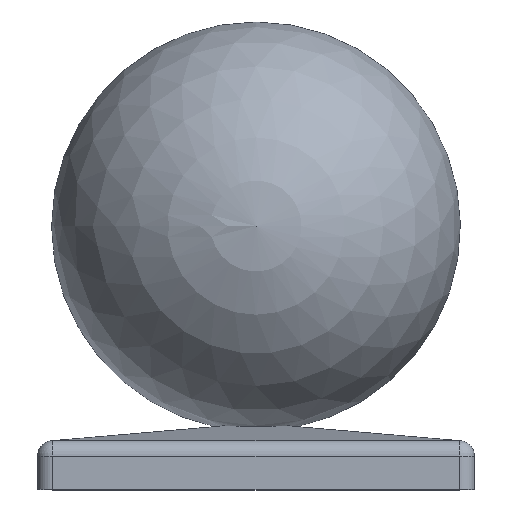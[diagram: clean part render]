
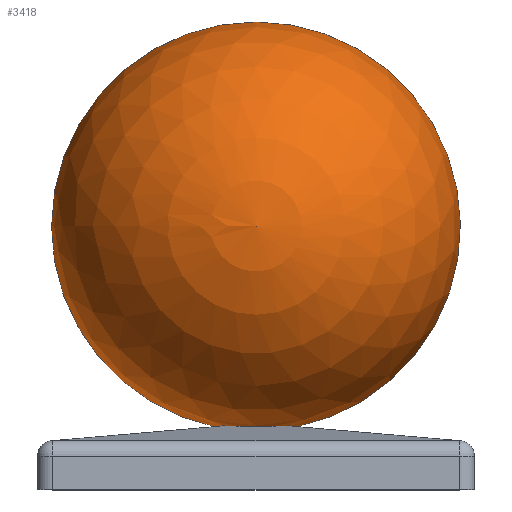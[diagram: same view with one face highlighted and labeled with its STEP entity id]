
A CAD part, top view. The second image highlights one B-rep face of the part: STEP entity #3418.
In plain terms, the highlighted spherical face has radius 40 mm.
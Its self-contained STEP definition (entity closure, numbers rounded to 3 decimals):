
#15 = CARTESIAN_POINT ( 'NONE',  ( -7.997, 12.307, 0. ) ) ;
#763 = DIRECTION ( 'NONE',  ( 0., 0., -1. ) ) ;
#768 = EDGE_LOOP ( 'NONE', ( #9386, #3380, #16005, #15275, #14872, #15378, #8679 ) ) ;
#822 = CARTESIAN_POINT ( 'NONE',  ( 0., 91.5, 0. ) ) ;
#894 = AXIS2_PLACEMENT_3D ( 'NONE', #13862, #6011, #15159 ) ;
#1141 = DIRECTION ( 'NONE',  ( -0.996, -0.088, 0. ) ) ;
#1302 = B_SPLINE_CURVE_WITH_KNOTS ( 'NONE', 3,
 ( #12085, #4203, #4310, #2827 ),
 .UNSPECIFIED., .F., .F.,
 ( 4, 4 ),
 ( 0.007, 0.007 ),
 .UNSPECIFIED. ) ;
#1571 = VERTEX_POINT ( 'NONE', #16162 ) ;
#1720 = VERTEX_POINT ( 'NONE', #13273 ) ;
#1836 = AXIS2_PLACEMENT_3D ( 'NONE', #15035, #763, #11359 ) ;
#2129 = SPHERICAL_SURFACE ( 'NONE', #10182, 40. ) ;
#2289 = CIRCLE ( 'NONE', #10551, 11.404 ) ;
#2426 = DIRECTION ( 'NONE',  ( 0., 0., 1. ) ) ;
#2454 = CARTESIAN_POINT ( 'NONE',  ( 3.363, 13.308, 0. ) ) ;
#2827 = CARTESIAN_POINT ( 'NONE',  ( -6.284, 12.458, 6.021 ) ) ;
#2917 = DIRECTION ( 'NONE',  ( 0.088, 0.996, 0. ) ) ;
#3042 = CARTESIAN_POINT ( 'NONE',  ( 0., 13.308, -3.363 ) ) ;
#3140 = FACE_OUTER_BOUND ( 'NONE', #768, .T. ) ;
#3380 = ORIENTED_EDGE ( 'NONE', *, *, #8576, .T. ) ;
#3383 = VERTEX_POINT ( 'NONE', #8928 ) ;
#3418 = ADVANCED_FACE ( 'NONE', ( #3140 ), #2129, .T. ) ;
#3827 = DIRECTION ( 'NONE',  ( 0.088, -0.996, 0. ) ) ;
#3838 = VERTEX_POINT ( 'NONE', #822 ) ;
#4203 = CARTESIAN_POINT ( 'NONE',  ( -6.127, 12.464, 6.218 ) ) ;
#4254 = DIRECTION ( 'NONE',  ( 0., 0.996, 0.088 ) ) ;
#4310 = CARTESIAN_POINT ( 'NONE',  ( -6.218, 12.464, 6.127 ) ) ;
#5629 = CARTESIAN_POINT ( 'NONE',  ( -3.363, 13.308, 0. ) ) ;
#6011 = DIRECTION ( 'NONE',  ( 0., 0., 1. ) ) ;
#6216 = CIRCLE ( 'NONE', #1836, 40. ) ;
#6818 = CARTESIAN_POINT ( 'NONE',  ( -6.284, 12.458, 6.021 ) ) ;
#7035 = EDGE_CURVE ( 'NONE', #1571, #8870, #1302, .T. ) ;
#7210 = CARTESIAN_POINT ( 'NONE',  ( 6.284, 12.458, 6.021 ) ) ;
#7362 = CARTESIAN_POINT ( 'NONE',  ( 6.021, 12.458, 6.284 ) ) ;
#8576 = EDGE_CURVE ( 'NONE', #3383, #3838, #15894, .T. ) ;
#8679 = ORIENTED_EDGE ( 'NONE', *, *, #13406, .F. ) ;
#8824 = DIRECTION ( 'NONE',  ( -1., 0., 0. ) ) ;
#8870 = VERTEX_POINT ( 'NONE', #6818 ) ;
#8928 = CARTESIAN_POINT ( 'NONE',  ( 7.997, 12.307, 0. ) ) ;
#9386 = ORIENTED_EDGE ( 'NONE', *, *, #9702, .T. ) ;
#9702 = EDGE_CURVE ( 'NONE', #13629, #3383, #13835, .T. ) ;
#9943 = CARTESIAN_POINT ( 'NONE',  ( 6.127, 12.464, 6.218 ) ) ;
#10182 = AXIS2_PLACEMENT_3D ( 'NONE', #16643, #2426, #8824 ) ;
#10551 = AXIS2_PLACEMENT_3D ( 'NONE', #2454, #3827, #1141 ) ;
#10881 = DIRECTION ( 'NONE',  ( 0., 0.088, -0.996 ) ) ;
#10988 = EDGE_CURVE ( 'NONE', #12164, #3838, #6216, .T. ) ;
#11262 = AXIS2_PLACEMENT_3D ( 'NONE', #5629, #2917, #13373 ) ;
#11359 = DIRECTION ( 'NONE',  ( -1., 0., 0. ) ) ;
#11840 = EDGE_CURVE ( 'NONE', #8870, #12164, #2289, .T. ) ;
#12085 = CARTESIAN_POINT ( 'NONE',  ( -6.021, 12.458, 6.284 ) ) ;
#12164 = VERTEX_POINT ( 'NONE', #15 ) ;
#12449 = B_SPLINE_CURVE_WITH_KNOTS ( 'NONE', 3,
 ( #12730, #15276, #9943, #7362 ),
 .UNSPECIFIED., .F., .F.,
 ( 4, 4 ),
 ( 0.007, 0.007 ),
 .UNSPECIFIED. ) ;
#12730 = CARTESIAN_POINT ( 'NONE',  ( 6.284, 12.458, 6.021 ) ) ;
#13273 = CARTESIAN_POINT ( 'NONE',  ( 6.021, 12.458, 6.284 ) ) ;
#13373 = DIRECTION ( 'NONE',  ( 0.996, -0.088, 0. ) ) ;
#13406 = EDGE_CURVE ( 'NONE', #13629, #1720, #12449, .T. ) ;
#13575 = EDGE_CURVE ( 'NONE', #1571, #1720, #13965, .T. ) ;
#13629 = VERTEX_POINT ( 'NONE', #7210 ) ;
#13835 = CIRCLE ( 'NONE', #11262, 11.404 ) ;
#13862 = CARTESIAN_POINT ( 'NONE',  ( 0., 51.5, 0. ) ) ;
#13965 = CIRCLE ( 'NONE', #14154, 11.404 ) ;
#14154 = AXIS2_PLACEMENT_3D ( 'NONE', #3042, #4254, #10881 ) ;
#14872 = ORIENTED_EDGE ( 'NONE', *, *, #7035, .F. ) ;
#15035 = CARTESIAN_POINT ( 'NONE',  ( 0., 51.5, 0. ) ) ;
#15159 = DIRECTION ( 'NONE',  ( 1., 0., 0. ) ) ;
#15275 = ORIENTED_EDGE ( 'NONE', *, *, #11840, .F. ) ;
#15276 = CARTESIAN_POINT ( 'NONE',  ( 6.218, 12.464, 6.127 ) ) ;
#15378 = ORIENTED_EDGE ( 'NONE', *, *, #13575, .T. ) ;
#15894 = CIRCLE ( 'NONE', #894, 40. ) ;
#16005 = ORIENTED_EDGE ( 'NONE', *, *, #10988, .F. ) ;
#16162 = CARTESIAN_POINT ( 'NONE',  ( -6.021, 12.458, 6.284 ) ) ;
#16643 = CARTESIAN_POINT ( 'NONE',  ( 0., 51.5, 0. ) ) ;
